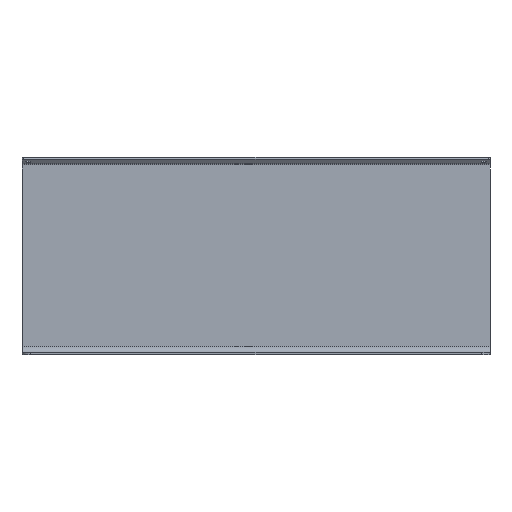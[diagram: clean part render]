
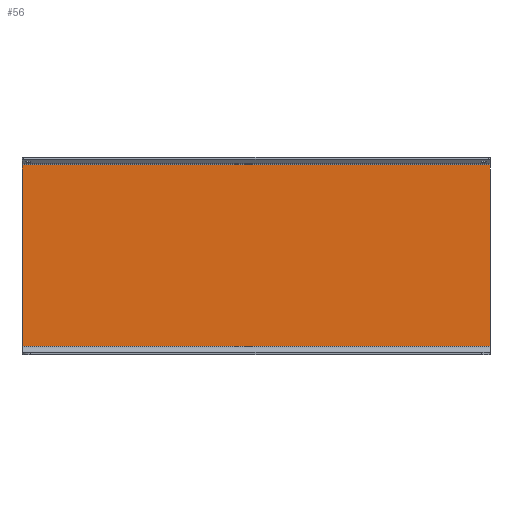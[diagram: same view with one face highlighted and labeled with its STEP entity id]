
A CAD part, front view. The second image highlights one B-rep face of the part: STEP entity #56.
In plain terms, the highlighted planar face has unit normal (0, -1, 0).
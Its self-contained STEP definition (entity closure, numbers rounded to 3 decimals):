
#56=ADVANCED_FACE('',(#85),#86,.F.);
#85=FACE_OUTER_BOUND('',#134,.T.);
#86=PLANE('',#135);
#134=EDGE_LOOP('',(#224,#225,#226,#227));
#135=AXIS2_PLACEMENT_3D('',#228,#229,#230);
#224=ORIENTED_EDGE('',*,*,#398,.F.);
#225=ORIENTED_EDGE('',*,*,#376,.F.);
#226=ORIENTED_EDGE('',*,*,#399,.F.);
#227=ORIENTED_EDGE('',*,*,#394,.F.);
#228=CARTESIAN_POINT('',(0.0,0.0,0.0));
#229=DIRECTION('',(-0.0,1.0,0.0));
#230=DIRECTION('',(1.0,0.0,0.0));
#376=EDGE_CURVE('',#449,#451,#452,.T.);
#394=EDGE_CURVE('',#485,#487,#488,.T.);
#398=EDGE_CURVE('',#451,#485,#492,.T.);
#399=EDGE_CURVE('',#487,#449,#493,.T.);
#449=VERTEX_POINT('',#560);
#451=VERTEX_POINT('',#562);
#452=LINE('',#563,#564);
#485=VERTEX_POINT('',#608);
#487=VERTEX_POINT('',#610);
#488=LINE('',#611,#612);
#492=LINE('',#618,#619);
#493=LINE('',#620,#621);
#560=CARTESIAN_POINT('',(-150.0,0.0,-64.5));
#562=CARTESIAN_POINT('',(-150.0,0.0,51.704));
#563=CARTESIAN_POINT('',(-150.0,0.0,-70.0));
#564=VECTOR('',#692,1000.0);
#608=CARTESIAN_POINT('',(150.0,0.0,51.704));
#610=CARTESIAN_POINT('',(150.0,0.0,-64.5));
#611=CARTESIAN_POINT('',(150.0,0.0,70.0));
#612=VECTOR('',#722,1000.0);
#618=CARTESIAN_POINT('',(-150.0,0.0,51.704));
#619=VECTOR('',#728,1000.0);
#620=CARTESIAN_POINT('',(150.0,0.0,-64.5));
#621=VECTOR('',#729,1000.0);
#692=DIRECTION('',(0.0,0.0,1.0));
#722=DIRECTION('',(0.0,0.0,-1.0));
#728=DIRECTION('',(1.0,0.0,0.0));
#729=DIRECTION('',(-1.0,0.0,0.0));
